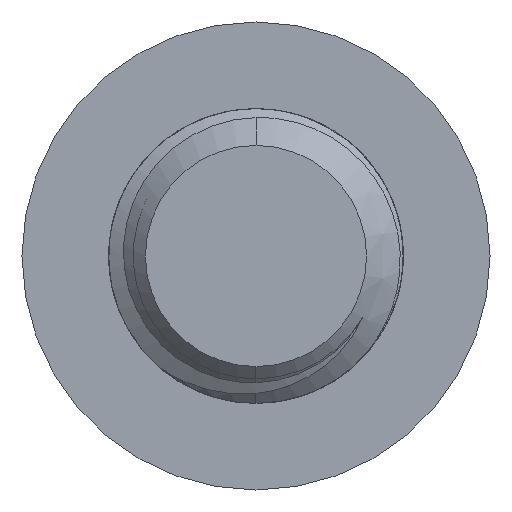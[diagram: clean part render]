
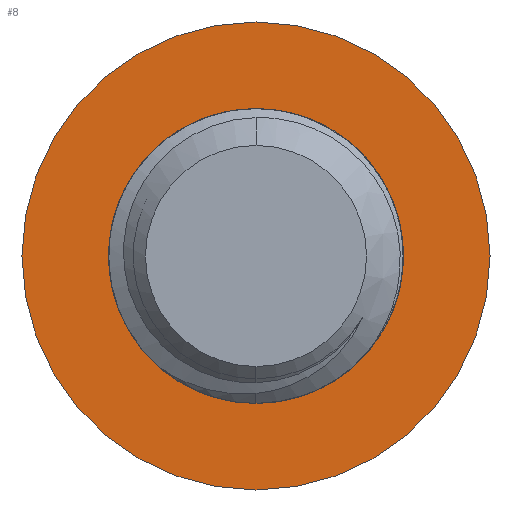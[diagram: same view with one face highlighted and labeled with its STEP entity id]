
A CAD part, left-side view. The second image highlights one B-rep face of the part: STEP entity #8.
In plain terms, the highlighted planar face has unit normal (-1, 0, 0).
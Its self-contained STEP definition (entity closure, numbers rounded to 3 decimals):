
#8 = ADVANCED_FACE ( 'NONE', ( #2272, #2769 ), #584, .F. ) ;
#17 = ORIENTED_EDGE ( 'NONE', *, *, #2533, .T. ) ;
#124 = CIRCLE ( 'NONE', #1942, 9.525 ) ;
#238 = EDGE_CURVE ( 'NONE', #251, #2056, #2295, .T. ) ;
#245 = EDGE_LOOP ( 'NONE', ( #520, #17 ) ) ;
#251 = VERTEX_POINT ( 'NONE', #1346 ) ;
#319 = DIRECTION ( 'NONE',  ( 0., 0., -1. ) ) ;
#323 = DIRECTION ( 'NONE',  ( 1., 0., 0. ) ) ;
#520 = ORIENTED_EDGE ( 'NONE', *, *, #1941, .T. ) ;
#549 = EDGE_LOOP ( 'NONE', ( #2654, #1788 ) ) ;
#560 = CARTESIAN_POINT ( 'NONE',  ( 175., 0., 0. ) ) ;
#584 = PLANE ( 'NONE',  #2141 ) ;
#612 = VERTEX_POINT ( 'NONE', #1307 ) ;
#635 = AXIS2_PLACEMENT_3D ( 'NONE', #2661, #706, #1430 ) ;
#706 = DIRECTION ( 'NONE',  ( 1., 0., 0. ) ) ;
#821 = CARTESIAN_POINT ( 'NONE',  ( 175., 0., 0. ) ) ;
#839 = CARTESIAN_POINT ( 'NONE',  ( 175., 0., -9.525 ) ) ;
#847 = CARTESIAN_POINT ( 'NONE',  ( 175., 0., 0. ) ) ;
#919 = AXIS2_PLACEMENT_3D ( 'NONE', #560, #323, #2083 ) ;
#1187 = EDGE_CURVE ( 'NONE', #2056, #251, #124, .T. ) ;
#1307 = CARTESIAN_POINT ( 'NONE',  ( 175., 0., 6. ) ) ;
#1346 = CARTESIAN_POINT ( 'NONE',  ( 175., 0., 9.525 ) ) ;
#1430 = DIRECTION ( 'NONE',  ( 0., 0., -1. ) ) ;
#1460 = CARTESIAN_POINT ( 'NONE',  ( 175., 0., -6. ) ) ;
#1609 = DIRECTION ( 'NONE',  ( 0., 0., -1. ) ) ;
#1788 = ORIENTED_EDGE ( 'NONE', *, *, #1187, .F. ) ;
#1941 = EDGE_CURVE ( 'NONE', #612, #2709, #3067, .T. ) ;
#1942 = AXIS2_PLACEMENT_3D ( 'NONE', #2819, #3057, #2290 ) ;
#2011 = DIRECTION ( 'NONE',  ( 1., 0., 0. ) ) ;
#2056 = VERTEX_POINT ( 'NONE', #839 ) ;
#2083 = DIRECTION ( 'NONE',  ( 0., 0., -1. ) ) ;
#2141 = AXIS2_PLACEMENT_3D ( 'NONE', #847, #2289, #1609 ) ;
#2272 = FACE_BOUND ( 'NONE', #245, .T. ) ;
#2289 = DIRECTION ( 'NONE',  ( 1., 0., 0. ) ) ;
#2290 = DIRECTION ( 'NONE',  ( 0., 0., -1. ) ) ;
#2295 = CIRCLE ( 'NONE', #919, 9.525 ) ;
#2533 = EDGE_CURVE ( 'NONE', #2709, #612, #3072, .T. ) ;
#2654 = ORIENTED_EDGE ( 'NONE', *, *, #238, .F. ) ;
#2661 = CARTESIAN_POINT ( 'NONE',  ( 175., 0., 0. ) ) ;
#2709 = VERTEX_POINT ( 'NONE', #1460 ) ;
#2769 = FACE_OUTER_BOUND ( 'NONE', #549, .T. ) ;
#2815 = AXIS2_PLACEMENT_3D ( 'NONE', #821, #2011, #319 ) ;
#2819 = CARTESIAN_POINT ( 'NONE',  ( 175., 0., 0. ) ) ;
#3057 = DIRECTION ( 'NONE',  ( 1., 0., 0. ) ) ;
#3067 = CIRCLE ( 'NONE', #2815, 6. ) ;
#3072 = CIRCLE ( 'NONE', #635, 6. ) ;
